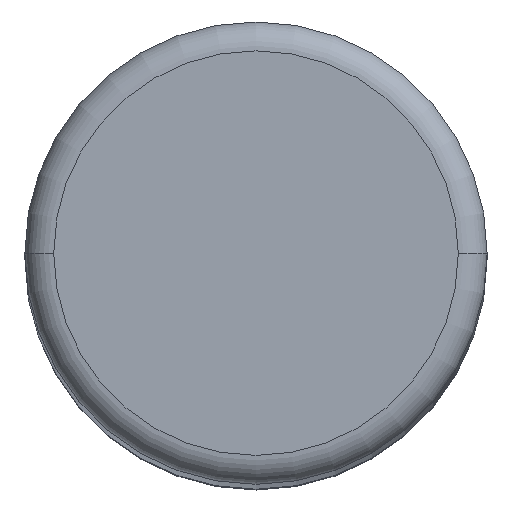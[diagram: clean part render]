
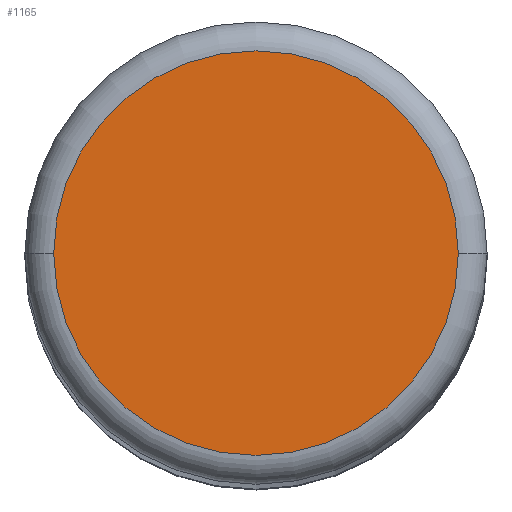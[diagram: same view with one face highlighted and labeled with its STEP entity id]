
A CAD part, top view. The second image highlights one B-rep face of the part: STEP entity #1165.
In plain terms, the highlighted planar face has unit normal (0, 0, 1).
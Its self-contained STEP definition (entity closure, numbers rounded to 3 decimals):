
#342=CARTESIAN_POINT('',(0.,0.,45.));
#343=DIRECTION('',(0.,0.,1.));
#344=DIRECTION('',(1.,0.,0.));
#345=AXIS2_PLACEMENT_3D('',#342,#343,#344);
#347=CARTESIAN_POINT('',(0.,0.,45.));
#348=DIRECTION('',(0.,0.,1.));
#349=DIRECTION('',(-1.,0.,0.));
#350=AXIS2_PLACEMENT_3D('',#347,#348,#349);
#380=CARTESIAN_POINT('',(3.5,0.,45.));
#381=CARTESIAN_POINT('',(-3.5,0.,45.));
#382=VERTEX_POINT('',#380);
#383=VERTEX_POINT('',#381);
#1155=CARTESIAN_POINT('',(0.,0.,45.));
#1156=DIRECTION('',(0.,0.,1.));
#1157=DIRECTION('',(1.,0.,0.));
#1158=AXIS2_PLACEMENT_3D('',#1155,#1156,#1157);
#1159=PLANE('',#1158);
#1160=ORIENTED_EDGE('',*,*,#1138,.F.);
#1162=ORIENTED_EDGE('',*,*,#1161,.F.);
#1163=EDGE_LOOP('',(#1160,#1162));
#1164=FACE_OUTER_BOUND('',#1163,.F.);
#1165=ADVANCED_FACE('',(#1164),#1159,.T.);
#346=CIRCLE('',#345,3.5);
#351=CIRCLE('',#350,3.5);
#1138=EDGE_CURVE('',#382,#383,#346,.T.);
#1161=EDGE_CURVE('',#383,#382,#351,.T.);
